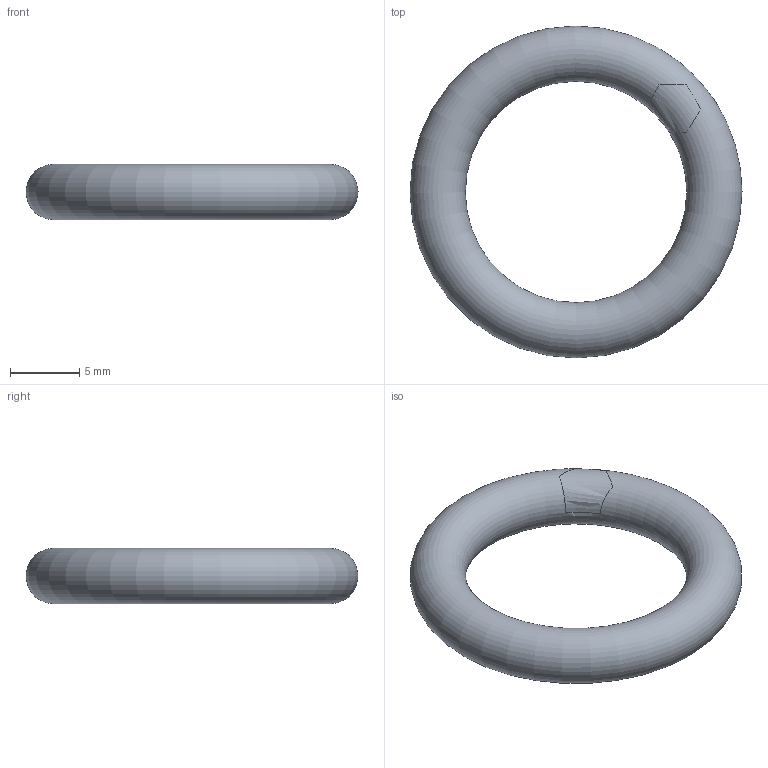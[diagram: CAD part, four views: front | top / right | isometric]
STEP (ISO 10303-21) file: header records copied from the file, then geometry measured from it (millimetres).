
FILE_DESCRIPTION(('FreeCAD Model'),'2;1');
FILE_NAME('Open CASCADE Shape Model','2022-03-20T17:51:07',(''),(''), 'Open CASCADE STEP processor 7.5','FreeCAD','Unknown');
FILE_SCHEMA(('AUTOMOTIVE_DESIGN { 1 0 10303 214 1 1 1 1 }'));
Length unit declared in the file: millimetre
Products named in the file (1): Subtract
Bounding box: 24 x 24 x 4 mm (x, y, z)
Volume: 805.5 mm3; surface area: 827 mm2
Topology: 1 solids, 1 shells, 7 faces, 18 edges, 11 vertices
Faces by surface type: plane 6, torus 1
Entity records: 655 total; most frequent: CARTESIAN_POINT 298, DIRECTION 59, ORIENTED_EDGE 36, PCURVE 36, DEFINITIONAL_REPRESENTATION 36, LINE 34, VECTOR 34, EDGE_CURVE 18
